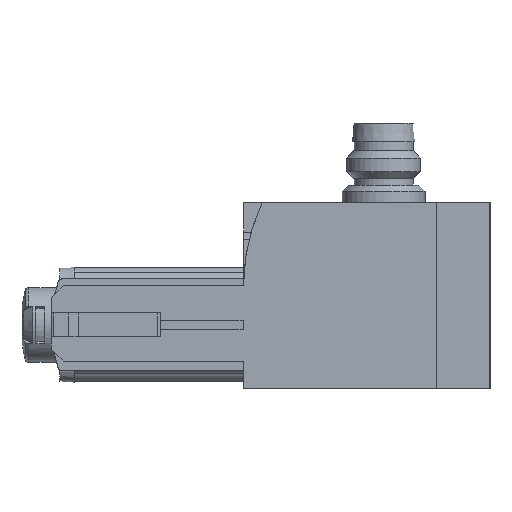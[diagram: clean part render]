
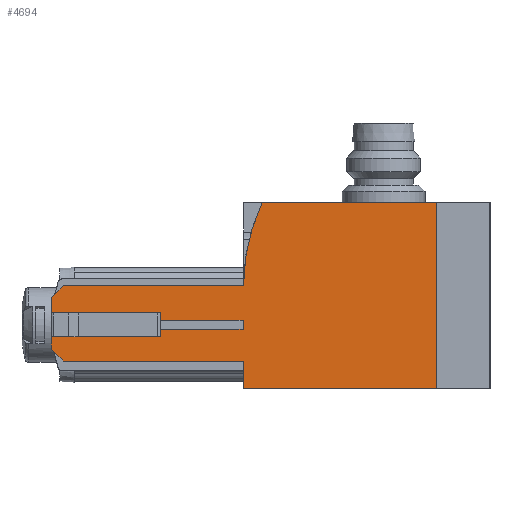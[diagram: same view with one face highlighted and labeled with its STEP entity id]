
A CAD part, left-side view. The second image highlights one B-rep face of the part: STEP entity #4694.
In plain terms, the highlighted planar face has unit normal (-1, 0, 0).
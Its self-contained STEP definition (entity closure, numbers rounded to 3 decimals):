
#177=LINE('',#7265,#554);
#181=LINE('',#7273,#558);
#185=LINE('',#7281,#562);
#192=LINE('',#7299,#569);
#195=LINE('',#7306,#572);
#197=LINE('',#7312,#574);
#201=LINE('',#7321,#578);
#203=LINE('',#7325,#580);
#204=LINE('',#7327,#581);
#205=LINE('',#7328,#582);
#206=LINE('',#7329,#583);
#207=LINE('',#7331,#584);
#208=LINE('',#7333,#585);
#209=LINE('',#7334,#586);
#210=LINE('',#7336,#587);
#211=LINE('',#7338,#588);
#212=LINE('',#7339,#589);
#554=VECTOR('',#5834,1000.);
#558=VECTOR('',#5840,1000.);
#562=VECTOR('',#5846,1000.);
#569=VECTOR('',#5861,1000.);
#572=VECTOR('',#5866,1000.);
#574=VECTOR('',#5872,1000.);
#578=VECTOR('',#5878,1000.);
#580=VECTOR('',#5882,1000.);
#581=VECTOR('',#5883,1000.);
#582=VECTOR('',#5884,1000.);
#583=VECTOR('',#5885,1000.);
#584=VECTOR('',#5886,1000.);
#585=VECTOR('',#5887,1000.);
#586=VECTOR('',#5888,1000.);
#587=VECTOR('',#5889,1000.);
#588=VECTOR('',#5890,1000.);
#589=VECTOR('',#5891,1000.);
#919=PLANE('',#5120);
#1303=ORIENTED_EDGE('',*,*,#2430,.F.);
#1304=ORIENTED_EDGE('',*,*,#2426,.F.);
#1305=ORIENTED_EDGE('',*,*,#2451,.T.);
#1306=ORIENTED_EDGE('',*,*,#2452,.F.);
#1307=ORIENTED_EDGE('',*,*,#2445,.F.);
#1308=ORIENTED_EDGE('',*,*,#2435,.T.);
#1309=ORIENTED_EDGE('',*,*,#2439,.F.);
#1310=ORIENTED_EDGE('',*,*,#2453,.F.);
#1311=ORIENTED_EDGE('',*,*,#2449,.T.);
#1312=ORIENTED_EDGE('',*,*,#2454,.F.);
#1313=ORIENTED_EDGE('',*,*,#2455,.F.);
#1314=ORIENTED_EDGE('',*,*,#2456,.F.);
#1315=ORIENTED_EDGE('',*,*,#2422,.F.);
#1316=ORIENTED_EDGE('',*,*,#2457,.F.);
#1317=ORIENTED_EDGE('',*,*,#2458,.F.);
#1318=ORIENTED_EDGE('',*,*,#2459,.F.);
#1319=ORIENTED_EDGE('',*,*,#2442,.T.);
#1320=ORIENTED_EDGE('',*,*,#2460,.F.);
#2422=EDGE_CURVE('',#3038,#3039,#177,.T.);
#2426=EDGE_CURVE('',#3041,#3042,#181,.T.);
#2430=EDGE_CURVE('',#3042,#3045,#185,.T.);
#2435=EDGE_CURVE('',#3049,#3048,#3466,.T.);
#2439=EDGE_CURVE('',#3051,#3048,#192,.T.);
#2442=EDGE_CURVE('',#3055,#3054,#195,.T.);
#2445=EDGE_CURVE('',#3049,#3057,#197,.T.);
#2449=EDGE_CURVE('',#3061,#3060,#201,.T.);
#2451=EDGE_CURVE('',#3041,#3062,#203,.T.);
#2452=EDGE_CURVE('',#3057,#3062,#204,.T.);
#2453=EDGE_CURVE('',#3061,#3051,#205,.T.);
#2454=EDGE_CURVE('',#3063,#3060,#206,.T.);
#2455=EDGE_CURVE('',#3064,#3063,#207,.T.);
#2456=EDGE_CURVE('',#3039,#3064,#208,.T.);
#2457=EDGE_CURVE('',#3065,#3038,#209,.T.);
#2458=EDGE_CURVE('',#3066,#3065,#210,.T.);
#2459=EDGE_CURVE('',#3055,#3066,#211,.T.);
#2460=EDGE_CURVE('',#3045,#3054,#212,.T.);
#3038=VERTEX_POINT('',#7264);
#3039=VERTEX_POINT('',#7266);
#3041=VERTEX_POINT('',#7272);
#3042=VERTEX_POINT('',#7274);
#3045=VERTEX_POINT('',#7282);
#3048=VERTEX_POINT('',#7290);
#3049=VERTEX_POINT('',#7292);
#3051=VERTEX_POINT('',#7298);
#3054=VERTEX_POINT('',#7305);
#3055=VERTEX_POINT('',#7307);
#3057=VERTEX_POINT('',#7313);
#3060=VERTEX_POINT('',#7320);
#3061=VERTEX_POINT('',#7322);
#3062=VERTEX_POINT('',#7326);
#3063=VERTEX_POINT('',#7330);
#3064=VERTEX_POINT('',#7332);
#3065=VERTEX_POINT('',#7335);
#3066=VERTEX_POINT('',#7337);
#3466=CIRCLE('',#5114,20.95);
#3763=EDGE_LOOP('',(#1303,#1304,#1305,#1306,#1307,#1308,#1309,#1310,#1311,
#1312,#1313,#1314,#1315,#1316,#1317,#1318,#1319,#1320));
#4224=FACE_BOUND('',#3763,.T.);
#4694=ADVANCED_FACE('',(#4224),#919,.F.);
#5114=AXIS2_PLACEMENT_3D('',#7291,#5854,#5855);
#5120=AXIS2_PLACEMENT_3D('',#7324,#5880,#5881);
#5834=DIRECTION('',(0.,0.,1.));
#5840=DIRECTION('',(0.,0.,1.));
#5846=DIRECTION('',(0.,1.,0.));
#5854=DIRECTION('',(-1.,0.,0.));
#5855=DIRECTION('',(0.,0.,1.));
#5861=DIRECTION('',(0.,-1.,0.));
#5866=DIRECTION('',(0.,0.,-1.));
#5872=DIRECTION('',(0.,-1.,0.));
#5878=DIRECTION('',(0.,0.,-1.));
#5880=DIRECTION('',(1.,0.,0.));
#5881=DIRECTION('',(0.,0.,-1.));
#5882=DIRECTION('',(0.,-1.,0.));
#5883=DIRECTION('',(0.,0.,-1.));
#5884=DIRECTION('',(0.,-0.707,0.707));
#5885=DIRECTION('',(0.,1.,0.));
#5886=DIRECTION('',(0.,0.,1.));
#5887=DIRECTION('',(0.,1.,0.));
#5888=DIRECTION('',(0.,-1.,0.));
#5889=DIRECTION('',(0.,0.,1.));
#5890=DIRECTION('',(0.,-1.,0.));
#5891=DIRECTION('',(0.,0.707,0.707));
#7264=CARTESIAN_POINT('',(0.,21.,-3.675));
#7265=CARTESIAN_POINT('',(0.,21.,-3.675));
#7266=CARTESIAN_POINT('',(0.,21.,-2.675));
#7272=CARTESIAN_POINT('',(0.,20.95,-10.1));
#7273=CARTESIAN_POINT('',(0.,20.95,-10.1));
#7274=CARTESIAN_POINT('',(0.,20.95,-7.1));
#7281=CARTESIAN_POINT('',(0.,20.95,-7.1));
#7282=CARTESIAN_POINT('',(0.,40.5,-7.1));
#7290=CARTESIAN_POINT('',(0.,20.95,1.075));
#7291=CARTESIAN_POINT('',(0.,0.,1.075));
#7292=CARTESIAN_POINT('',(0.,18.906,10.1));
#7298=CARTESIAN_POINT('',(0.,40.5,1.075));
#7299=CARTESIAN_POINT('',(0.,40.5,1.075));
#7305=CARTESIAN_POINT('',(0.,41.8,-5.8));
#7306=CARTESIAN_POINT('',(0.,41.8,10.1));
#7307=CARTESIAN_POINT('',(0.,41.8,-4.475));
#7312=CARTESIAN_POINT('',(0.,41.8,10.1));
#7313=CARTESIAN_POINT('',(0.,0.,10.1));
#7320=CARTESIAN_POINT('',(0.,41.8,-1.875));
#7321=CARTESIAN_POINT('',(0.,41.8,10.1));
#7322=CARTESIAN_POINT('',(0.,41.8,-0.225));
#7324=CARTESIAN_POINT('',(0.,41.8,10.1));
#7325=CARTESIAN_POINT('',(0.,41.8,-10.1));
#7326=CARTESIAN_POINT('',(0.,0.,-10.1));
#7327=CARTESIAN_POINT('',(0.,0.,10.1));
#7328=CARTESIAN_POINT('',(0.,42.,-0.425));
#7329=CARTESIAN_POINT('',(0.,30.,-1.875));
#7330=CARTESIAN_POINT('',(0.,30.,-1.875));
#7331=CARTESIAN_POINT('',(0.,30.,-2.675));
#7332=CARTESIAN_POINT('',(0.,30.,-2.675));
#7333=CARTESIAN_POINT('',(0.,21.,-2.675));
#7334=CARTESIAN_POINT('',(0.,30.,-3.675));
#7335=CARTESIAN_POINT('',(0.,30.,-3.675));
#7336=CARTESIAN_POINT('',(0.,30.,-4.475));
#7337=CARTESIAN_POINT('',(0.,30.,-4.475));
#7338=CARTESIAN_POINT('',(0.,42.,-4.475));
#7339=CARTESIAN_POINT('',(0.,40.5,-7.1));
